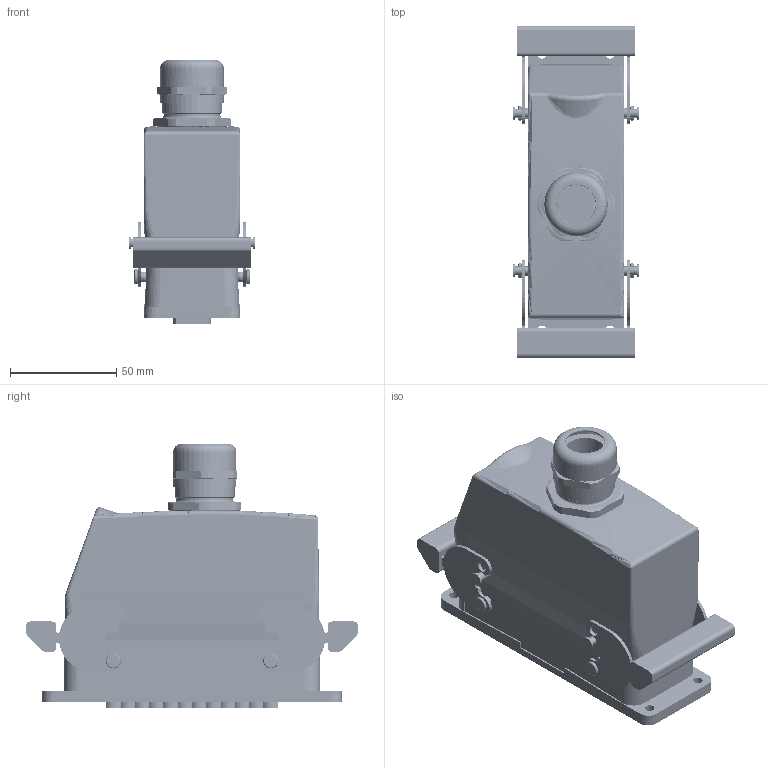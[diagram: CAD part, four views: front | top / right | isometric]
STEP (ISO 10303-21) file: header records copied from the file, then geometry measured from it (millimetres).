
FILE_DESCRIPTION(('CATIA V5 STEP Exchange','CAx-IF Rec.Pracs.--- Model Styling and Organization---1.4--- 2014-01-23'),'2;1');
FILE_NAME ('022150-6_1', '2020-01-06T09:58:56+00:00', ('none'), ('Weidmueller'), 'CATIA Version 5-6 Release 2016 SP3 HF44', 'CATIA V5 STEP AP214', 'none');
FILE_SCHEMA(('AUTOMOTIVE_DESIGN { 1 0 10303 214 1 1 1 1 }'));
Products named in the file (1): 1802480000 
Bounding box: 59 x 156 x 124.14 mm (x, y, z)
Volume: 309358.8 mm3; surface area: 156906.6 mm2
Topology: 7 solids, 35 shells, 8608 faces, 24799 edges, 16309 vertices
Faces by surface type: plane 5045, cylinder 2316, cone 787, torus 331, bspline 67, extrusion 34, sphere 20, revolution 8
Entity records: 274074 total; most frequent: CARTESIAN_POINT 69240, ORIENTED_EDGE 49542, DIRECTION 31173, EDGE_CURVE 24771, VERTEX_POINT 16309, VECTOR 15070, LINE 15036, AXIS2_PLACEMENT_3D 11564
